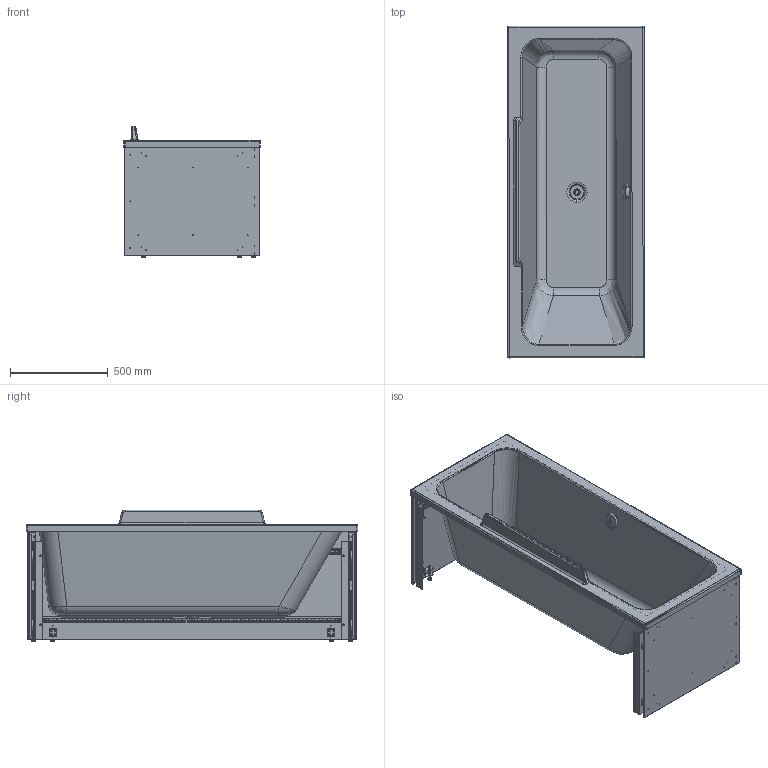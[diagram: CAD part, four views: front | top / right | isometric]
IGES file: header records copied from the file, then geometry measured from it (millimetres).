
Global section: file name: No Iges File Name specified; native system: Autodesk Inventor 2011; preprocessor: AutoDesk Inventor Iges Exporter R2011; author: Administrator; date: 20130527.154735; units: millimetre
Bounding box: 701.01 x 1700.41 x 673.58 mm (x, y, z)
Volume: 35213197.8 mm3; surface area: 11132701.8 mm2
Topology: 81 solids, 81 shells, 4936 faces, 11662 edges, 6876 vertices
Faces by surface type: plane 1484, revolution 1345, cylinder 924, sphere 342, torus 290, bspline 283, cone 268
